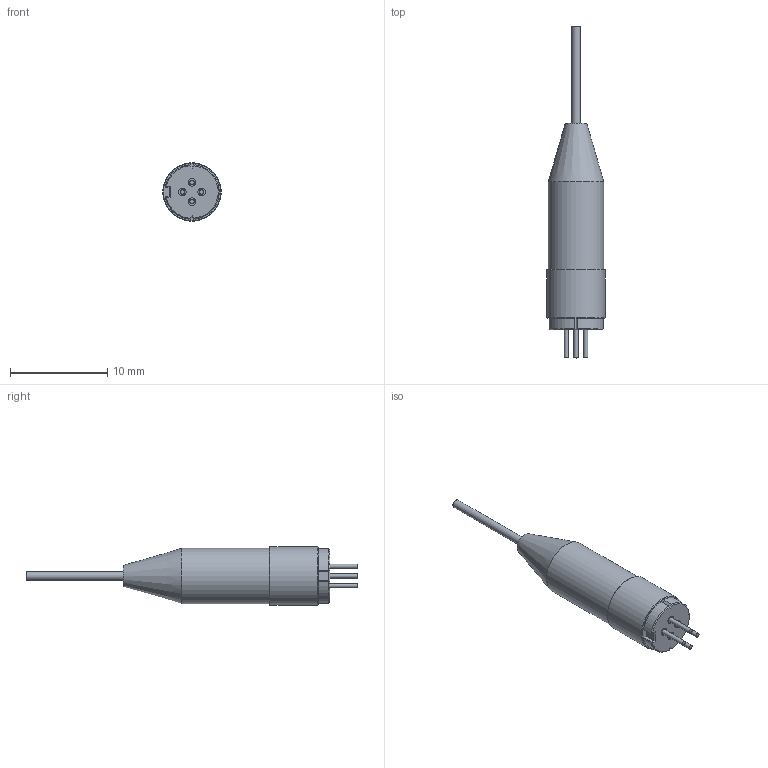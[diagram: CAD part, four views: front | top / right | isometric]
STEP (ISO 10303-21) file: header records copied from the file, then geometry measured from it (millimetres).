
FILE_DESCRIPTION(('FreeCAD Model'),'2;1');
FILE_NAME('Open CASCADE Shape Model','2022-11-22T16:12:52',( 'kicad StepUp'),('ksu MCAD'),'Open CASCADE STEP processor 7.6', 'FreeCAD','Unknown');
FILE_SCHEMA(('AUTOMOTIVE_DESIGN { 1 0 10303 214 1 1 1 1 }'));
Length unit declared in the file: millimetre
Products named in the file (1): TypeA_Laser
Bounding box: 6 x 34.1 x 6 mm (x, y, z)
Volume: 485.7 mm3; surface area: 433 mm2
Topology: 1 solids, 1 shells, 49 faces, 97 edges, 61 vertices
Faces by surface type: plane 29, cylinder 14, cone 6
Full cylindrical faces by diameter (mm): 0.45 x4, 0.8 x4, 0.86 x1, 5.7 x1, 6 x1
Entity records: 1638 total; most frequent: DIRECTION 238, CARTESIAN_POINT 209, ORIENTED_EDGE 194, EDGE_CURVE 97, AXIS2_PLACEMENT_3D 92, VERTEX_POINT 61, FACE_BOUND 60, EDGE_LOOP 60
